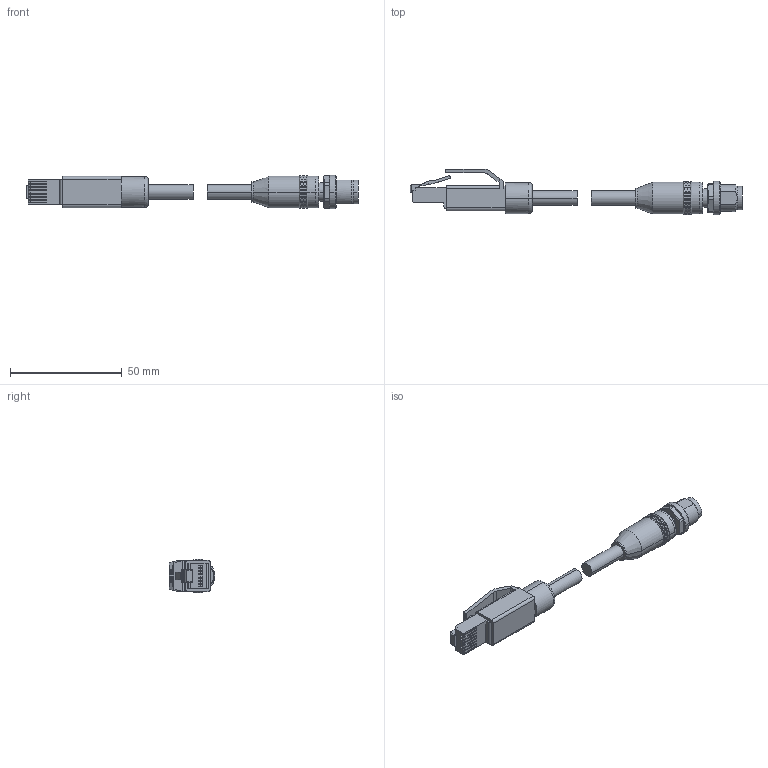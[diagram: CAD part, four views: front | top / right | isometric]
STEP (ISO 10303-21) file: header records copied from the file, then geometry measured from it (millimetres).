
FILE_DESCRIPTION (( 'STEP AP203' ), '1' );
FILE_NAME ('7700-44711-S4U0500.step', '2021-12-20T18:08:39', ( '' ), ( '' ), 'SwSTEP 2.0', 'SolidWorks 2021', '' );
FILE_SCHEMA (( 'CONFIG_CONTROL_DESIGN' ));
Length unit declared in the file: inch
Products named in the file (3): 7700-44711-S4U0500_2; 7700-44711-S4U0500; 7700-44711-S4U0500_1
Assembly tree (2 placements, depth 2):
  7700-44711-S4U0500
    7700-44711-S4U0500_1
    7700-44711-S4U0500_2
Bounding box: 148.68 x 20.46 x 15 mm (x, y, z)
Volume: 14952.4 mm3; surface area: 7358.7 mm2
Topology: 3 solids, 3 shells, 266 faces, 652 edges, 403 vertices
Faces by surface type: plane 151, cylinder 73, bspline 16, cone 16, torus 10
Entity records: 8280 total; most frequent: CARTESIAN_POINT 1686, DIRECTION 1347, ORIENTED_EDGE 1304, EDGE_CURVE 652, AXIS2_PLACEMENT_3D 472, VECTOR 403, LINE 403, VERTEX_POINT 403
